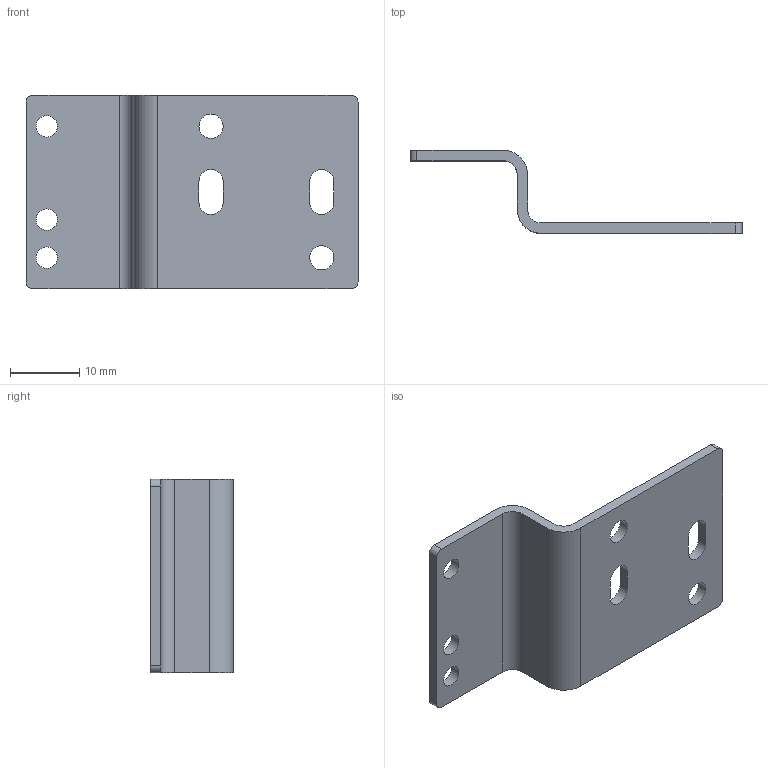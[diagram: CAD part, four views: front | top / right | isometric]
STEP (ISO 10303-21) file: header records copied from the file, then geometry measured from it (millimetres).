
FILE_DESCRIPTION((''),'2;1');
FILE_NAME('2430_50.stp','2006-01-04T09:48:21',('rivolro1'),(''),'Autodesk Inventor 10','Autodesk Inventor 10','');
FILE_SCHEMA(('AUTOMOTIVE_DESIGN { 1 0 10303 214 1 1 1 1 }'));
Length unit declared in the file: millimetre
Products named in the file (1): 2430_50
Bounding box: 48 x 12 x 28 mm (x, y, z)
Volume: 2233.3 mm3; surface area: 3355.5 mm2
Topology: 1 solids, 1 shells, 31 faces, 90 edges, 61 vertices
Faces by surface type: cylinder 14, plane 14, bspline 3
Full cylindrical faces by diameter (mm): 3.5 x2
Entity records: 1080 total; most frequent: CARTESIAN_POINT 223, DIRECTION 174, ORIENTED_EDGE 164, EDGE_CURVE 82, AXIS2_PLACEMENT_3D 63, VERTEX_POINT 58, EDGE_LOOP 50, VECTOR 48
